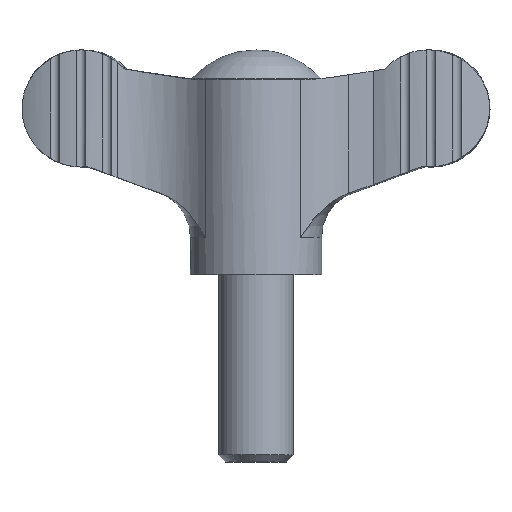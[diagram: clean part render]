
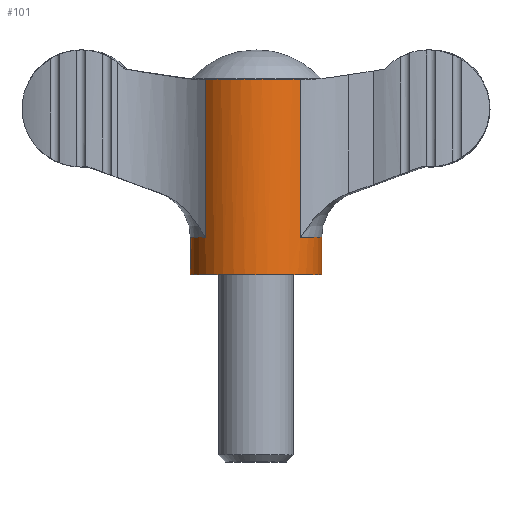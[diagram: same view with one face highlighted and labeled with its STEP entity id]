
A CAD part, top view. The second image highlights one B-rep face of the part: STEP entity #101.
In plain terms, the highlighted cylindrical face has radius 7 mm (diameter 14 mm), a full revolution.
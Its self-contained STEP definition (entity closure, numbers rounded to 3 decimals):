
#101 = ADVANCED_FACE( '', ( #233, #234 ), #235, .T. );
#233 = FACE_OUTER_BOUND( '', #399, .T. );
#234 = FACE_OUTER_BOUND( '', #400, .T. );
#235 = CYLINDRICAL_SURFACE( '', #401, 7. );
#399 = EDGE_LOOP( '', ( #630 ) );
#400 = EDGE_LOOP( '', ( #631, #632, #633, #634, #635, #636, #637, #638 ) );
#401 = AXIS2_PLACEMENT_3D( '', #639, #640, #641 );
#630 = ORIENTED_EDGE( '', *, *, #1061, .F. );
#631 = ORIENTED_EDGE( '', *, *, #1062, .T. );
#632 = ORIENTED_EDGE( '', *, *, #1030, .F. );
#633 = ORIENTED_EDGE( '', *, *, #1063, .F. );
#634 = ORIENTED_EDGE( '', *, *, #1064, .T. );
#635 = ORIENTED_EDGE( '', *, *, #1065, .T. );
#636 = ORIENTED_EDGE( '', *, *, #1066, .F. );
#637 = ORIENTED_EDGE( '', *, *, #1067, .F. );
#638 = ORIENTED_EDGE( '', *, *, #1068, .T. );
#639 = CARTESIAN_POINT( '', ( 0., 0., 0. ) );
#640 = DIRECTION( '', ( 0., 1., 0. ) );
#641 = DIRECTION( '', ( 0., 0., -1. ) );
#1030 = EDGE_CURVE( '', #1239, #1241, #1242, .T. );
#1061 = EDGE_CURVE( '', #1292, #1292, #1293, .T. );
#1062 = EDGE_CURVE( '', #1294, #1241, #1295, .T. );
#1063 = EDGE_CURVE( '', #1296, #1239, #1297, .T. );
#1064 = EDGE_CURVE( '', #1296, #1298, #1299, .T. );
#1065 = EDGE_CURVE( '', #1298, #1300, #1301, .T. );
#1066 = EDGE_CURVE( '', #1302, #1300, #1303, .T. );
#1067 = EDGE_CURVE( '', #1304, #1302, #1305, .T. );
#1068 = EDGE_CURVE( '', #1304, #1294, #1306, .T. );
#1239 = VERTEX_POINT( '', #1620 );
#1241 = VERTEX_POINT( '', #1627 );
#1242 = LINE( '', #1628, #1629 );
#1292 = VERTEX_POINT( '', #1803 );
#1293 = CIRCLE( '', #1804, 7. );
#1294 = VERTEX_POINT( '', #1805 );
#1295 = CIRCLE( '', #1806, 7. );
#1296 = VERTEX_POINT( '', #1807 );
#1297 = CIRCLE( '', #1808, 7. );
#1298 = VERTEX_POINT( '', #1809 );
#1299 = LINE( '', #1810, #1811 );
#1300 = VERTEX_POINT( '', #1812 );
#1301 = CIRCLE( '', #1813, 7. );
#1302 = VERTEX_POINT( '', #1814 );
#1303 = LINE( '', #1815, #1816 );
#1304 = VERTEX_POINT( '', #1817 );
#1305 = CIRCLE( '', #1818, 7. );
#1306 = LINE( '', #1819, #1820 );
#1620 = CARTESIAN_POINT( '', ( 4.732, 20.889, 5.158 ) );
#1627 = CARTESIAN_POINT( '', ( 4.732, 3.999, 5.158 ) );
#1628 = CARTESIAN_POINT( '', ( 4.732, 59.5, 5.158 ) );
#1629 = VECTOR( '', #2400, 1000. );
#1803 = CARTESIAN_POINT( '', ( 0., 0., -7. ) );
#1804 = AXIS2_PLACEMENT_3D( '', #2412, #2413, #2414 );
#1805 = CARTESIAN_POINT( '', ( 5.418, 3.999, -4.433 ) );
#1806 = AXIS2_PLACEMENT_3D( '', #2415, #2416, #2417 );
#1807 = CARTESIAN_POINT( '', ( -5.418, 20.889, 4.433 ) );
#1808 = AXIS2_PLACEMENT_3D( '', #2418, #2419, #2420 );
#1809 = CARTESIAN_POINT( '', ( -5.418, 3.999, 4.433 ) );
#1810 = CARTESIAN_POINT( '', ( -5.418, 59.5, 4.433 ) );
#1811 = VECTOR( '', #2421, 1000. );
#1812 = CARTESIAN_POINT( '', ( -4.732, 3.999, -5.158 ) );
#1813 = AXIS2_PLACEMENT_3D( '', #2422, #2423, #2424 );
#1814 = CARTESIAN_POINT( '', ( -4.732, 20.889, -5.158 ) );
#1815 = CARTESIAN_POINT( '', ( -4.732, 59.5, -5.158 ) );
#1816 = VECTOR( '', #2425, 1000. );
#1817 = CARTESIAN_POINT( '', ( 5.418, 20.889, -4.433 ) );
#1818 = AXIS2_PLACEMENT_3D( '', #2426, #2427, #2428 );
#1819 = CARTESIAN_POINT( '', ( 5.418, 59.5, -4.433 ) );
#1820 = VECTOR( '', #2429, 1000. );
#2400 = DIRECTION( '', ( 0., -1., 0. ) );
#2412 = CARTESIAN_POINT( '', ( 0., 0., 0. ) );
#2413 = DIRECTION( '', ( 0., -1., 0. ) );
#2414 = DIRECTION( '', ( 0., 0., -1. ) );
#2415 = CARTESIAN_POINT( '', ( 0., 3.999, 0. ) );
#2416 = DIRECTION( '', ( 0., -1., 0. ) );
#2417 = DIRECTION( '', ( 0., 0., -1. ) );
#2418 = CARTESIAN_POINT( '', ( 0., 20.889, 0. ) );
#2419 = DIRECTION( '', ( 0., 1., 0. ) );
#2420 = DIRECTION( '', ( 0., 0., 1. ) );
#2421 = DIRECTION( '', ( 0., -1., 0. ) );
#2422 = CARTESIAN_POINT( '', ( 0., 3.999, 0. ) );
#2423 = DIRECTION( '', ( 0., -1., 0. ) );
#2424 = DIRECTION( '', ( 0., 0., -1. ) );
#2425 = DIRECTION( '', ( 0., -1., 0. ) );
#2426 = CARTESIAN_POINT( '', ( 0., 20.889, 0. ) );
#2427 = DIRECTION( '', ( 0., 1., 0. ) );
#2428 = DIRECTION( '', ( 0., 0., 1. ) );
#2429 = DIRECTION( '', ( 0., -1., 0. ) );
